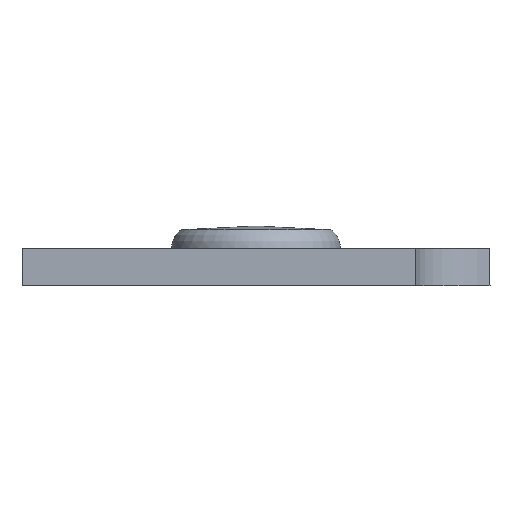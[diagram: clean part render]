
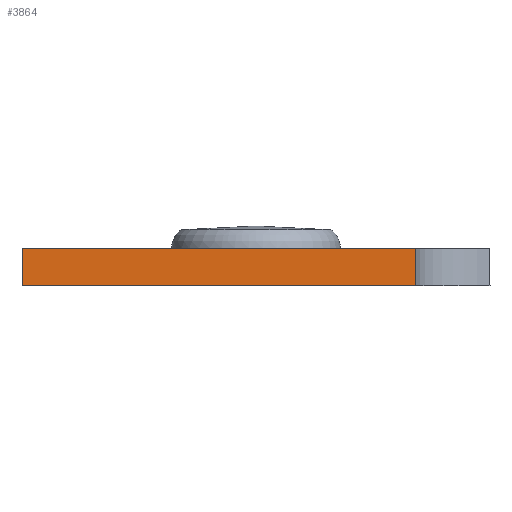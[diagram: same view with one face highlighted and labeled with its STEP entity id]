
A CAD part, left-side view. The second image highlights one B-rep face of the part: STEP entity #3864.
In plain terms, the highlighted planar face has unit normal (-1, 0, 0).
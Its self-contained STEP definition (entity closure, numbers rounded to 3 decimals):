
#104 = DIRECTION ( 'NONE',  ( 0., 0., -1. ) ) ;
#165 = ORIENTED_EDGE ( 'NONE', *, *, #3373, .F. ) ;
#335 = VECTOR ( 'NONE', #2677, 1000. ) ;
#340 = CARTESIAN_POINT ( 'NONE',  ( -5.673, 4.422, 12.968 ) ) ;
#418 = CARTESIAN_POINT ( 'NONE',  ( -5.673, 4.422, 12.033 ) ) ;
#704 = LINE ( 'NONE', #3915, #4367 ) ;
#729 = CARTESIAN_POINT ( 'NONE',  ( -5.673, -6.078, 12.968 ) ) ;
#781 = LINE ( 'NONE', #729, #3420 ) ;
#857 = EDGE_CURVE ( 'NONE', #2381, #2409, #3007, .T. ) ;
#900 = CARTESIAN_POINT ( 'NONE',  ( -5.673, -6.078, 12.968 ) ) ;
#987 = CARTESIAN_POINT ( 'NONE',  ( -5.673, 4.422, 13.033 ) ) ;
#1241 = DIRECTION ( 'NONE',  ( 0., 0., -1. ) ) ;
#1397 = EDGE_LOOP ( 'NONE', ( #1644, #165, #2141, #2040 ) ) ;
#1501 = DIRECTION ( 'NONE',  ( 0., -1., 0. ) ) ;
#1644 = ORIENTED_EDGE ( 'NONE', *, *, #3763, .T. ) ;
#1756 = AXIS2_PLACEMENT_3D ( 'NONE', #900, #3302, #1241 ) ;
#2040 = ORIENTED_EDGE ( 'NONE', *, *, #857, .T. ) ;
#2141 = ORIENTED_EDGE ( 'NONE', *, *, #3206, .F. ) ;
#2366 = VERTEX_POINT ( 'NONE', #3512 ) ;
#2381 = VERTEX_POINT ( 'NONE', #3851 ) ;
#2409 = VERTEX_POINT ( 'NONE', #418 ) ;
#2677 = DIRECTION ( 'NONE',  ( 0., -1., 0. ) ) ;
#3007 = LINE ( 'NONE', #340, #4247 ) ;
#3206 = EDGE_CURVE ( 'NONE', #2381, #4273, #3908, .T. ) ;
#3292 = FACE_OUTER_BOUND ( 'NONE', #1397, .T. ) ;
#3302 = DIRECTION ( 'NONE',  ( 1., 0., 0. ) ) ;
#3373 = EDGE_CURVE ( 'NONE', #4273, #2366, #781, .T. ) ;
#3420 = VECTOR ( 'NONE', #3475, 1000. ) ;
#3471 = CARTESIAN_POINT ( 'NONE',  ( -5.673, -6.078, 13.033 ) ) ;
#3475 = DIRECTION ( 'NONE',  ( 0., 0., -1. ) ) ;
#3512 = CARTESIAN_POINT ( 'NONE',  ( -5.673, -6.078, 12.033 ) ) ;
#3640 = PLANE ( 'NONE',  #1756 ) ;
#3763 = EDGE_CURVE ( 'NONE', #2409, #2366, #704, .T. ) ;
#3851 = CARTESIAN_POINT ( 'NONE',  ( -5.673, 4.422, 13.033 ) ) ;
#3864 = ADVANCED_FACE ( 'NONE', ( #3292 ), #3640, .F. ) ;
#3908 = LINE ( 'NONE', #987, #335 ) ;
#3915 = CARTESIAN_POINT ( 'NONE',  ( -5.673, -6.078, 12.033 ) ) ;
#4247 = VECTOR ( 'NONE', #104, 1000. ) ;
#4273 = VERTEX_POINT ( 'NONE', #3471 ) ;
#4367 = VECTOR ( 'NONE', #1501, 1000. ) ;
